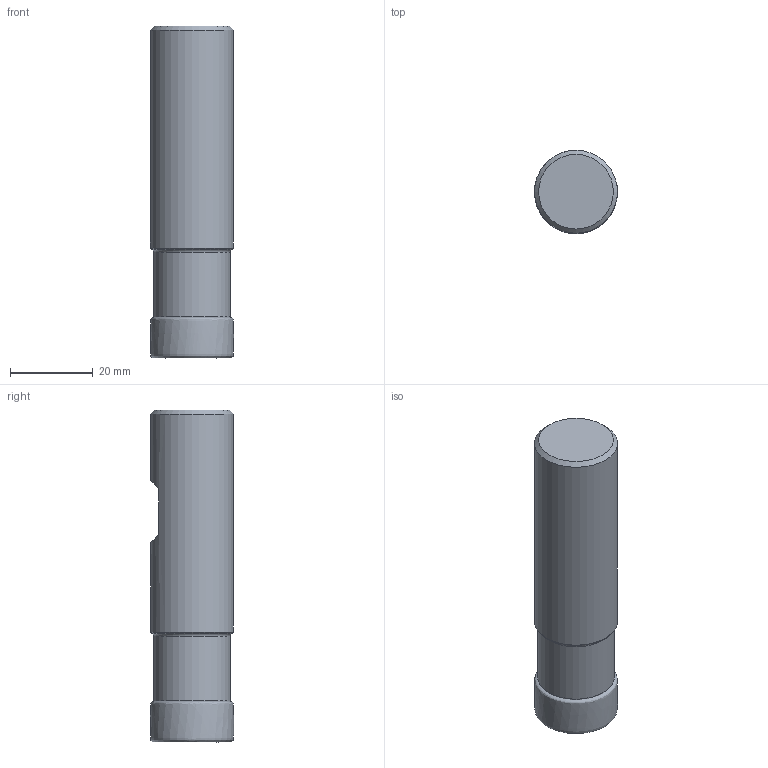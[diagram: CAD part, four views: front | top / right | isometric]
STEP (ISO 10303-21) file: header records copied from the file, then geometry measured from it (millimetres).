
FILE_DESCRIPTION(/* description */ (''),/* implementation_level */ '2;1');
FILE_NAME(/* name */ 'TOOLASSEMBLY_1.STP',/* time_stamp */ '2024-08-27T14:53:29+02:00',/* author */ (''),/* organization */ ('SMS'),/* preprocessor_version */ 'ST-DEVELOPER v16.7',/* originating_system */ 'SIEMENS PLM Software NX 12.0',/* authorisation */ '');
FILE_SCHEMA (('AUTOMOTIVE_DESIGN { 1 0 10303 214 3 1 1 1 }'));
Length unit declared in the file: millimetre
Products named in the file (4): ASSEMBLY_CONSTRUCTION; CUT_20240827145224; NOCUT_20240827145211; TOOLASSEMBLY_1
Assembly tree (3 placements, depth 2):
  TOOLASSEMBLY_1
    NOCUT_20240827145211
    CUT_20240827145224
    ASSEMBLY_CONSTRUCTION
Bounding box: 20.01 x 20.02 x 80 mm (x, y, z)
Volume: 25986.7 mm3; surface area: 6728.2 mm2
Topology: 2 solids, 2 shells, 24 faces, 51 edges, 38 vertices
Faces by surface type: torus 8, cone 7, plane 6, cylinder 2, bspline 1
Full cylindrical faces by diameter (mm): 18.4 x1, 19.994 x1
Entity records: 4982 total; most frequent: CARTESIAN_POINT 4380, DIRECTION 116, AXIS2_PLACEMENT_3D 56, ORIENTED_EDGE 50, EDGE_LOOP 42, FACE_BOUND 38, EDGE_CURVE 25, ADVANCED_FACE 24
